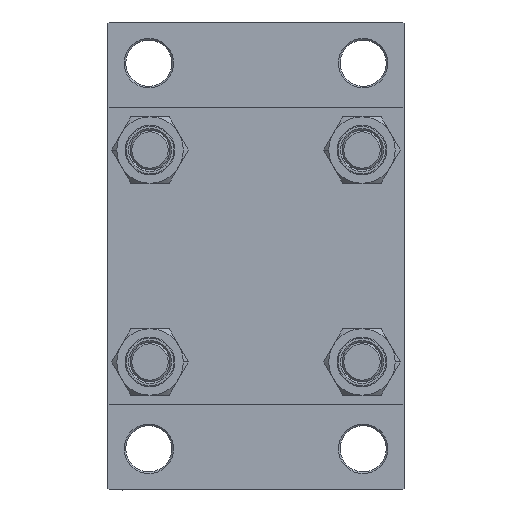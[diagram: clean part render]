
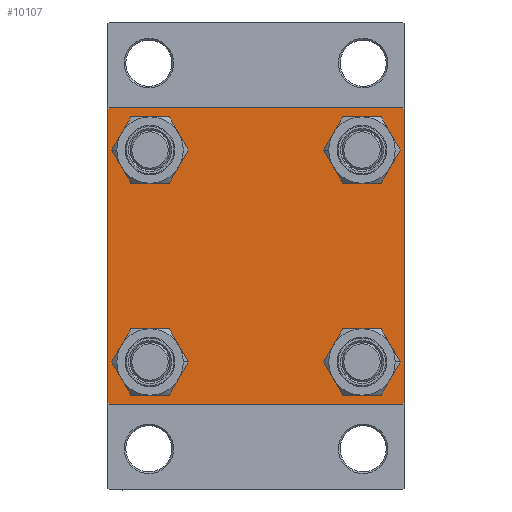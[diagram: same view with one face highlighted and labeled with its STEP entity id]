
A CAD part, left-side view. The second image highlights one B-rep face of the part: STEP entity #10107.
In plain terms, the highlighted planar face has unit normal (-1, 0, 0).
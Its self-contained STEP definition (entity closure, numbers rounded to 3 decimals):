
#553 = VECTOR ( 'NONE', #32996, 1000. ) ;
#925 = DIRECTION ( 'NONE',  ( 1., 0., 0. ) ) ;
#1114 = LINE ( 'NONE', #33980, #14031 ) ;
#1301 = AXIS2_PLACEMENT_3D ( 'NONE', #16897, #28637, #43235 ) ;
#2004 = CARTESIAN_POINT ( 'NONE',  ( 0., 32.15, 25.65 ) ) ;
#2016 = DIRECTION ( 'NONE',  ( 0., -1., 0. ) ) ;
#2191 = CARTESIAN_POINT ( 'NONE',  ( 0., 45., -44.5 ) ) ;
#2357 = ORIENTED_EDGE ( 'NONE', *, *, #24845, .T. ) ;
#2873 = EDGE_CURVE ( 'NONE', #4122, #42140, #1114, .T. ) ;
#2895 = CARTESIAN_POINT ( 'NONE',  ( 0., -44.75, -44.75 ) ) ;
#3046 = ORIENTED_EDGE ( 'NONE', *, *, #40078, .T. ) ;
#3048 = EDGE_CURVE ( 'NONE', #36509, #46827, #16343, .T. ) ;
#3149 = CARTESIAN_POINT ( 'NONE',  ( 0., 32.15, 32.15 ) ) ;
#3361 = DIRECTION ( 'NONE',  ( 0., -1., 0. ) ) ;
#3861 = CARTESIAN_POINT ( 'NONE',  ( 0., 44.5, -45. ) ) ;
#4070 = DIRECTION ( 'NONE',  ( 0., 0., 1. ) ) ;
#4122 = VERTEX_POINT ( 'NONE', #34415 ) ;
#4647 = PLANE ( 'NONE',  #36425 ) ;
#4986 = LINE ( 'NONE', #41179, #46816 ) ;
#5565 = ORIENTED_EDGE ( 'NONE', *, *, #42788, .F. ) ;
#5778 = EDGE_LOOP ( 'NONE', ( #6516, #33562 ) ) ;
#5815 = DIRECTION ( 'NONE',  ( 0., 0., 1. ) ) ;
#6025 = FACE_OUTER_BOUND ( 'NONE', #34228, .T. ) ;
#6190 = VERTEX_POINT ( 'NONE', #28770 ) ;
#6385 = CARTESIAN_POINT ( 'NONE',  ( 0., 45., 45. ) ) ;
#6516 = ORIENTED_EDGE ( 'NONE', *, *, #42563, .T. ) ;
#6863 = LINE ( 'NONE', #6385, #553 ) ;
#7144 = ORIENTED_EDGE ( 'NONE', *, *, #3048, .T. ) ;
#7412 = AXIS2_PLACEMENT_3D ( 'NONE', #33376, #7489, #44603 ) ;
#7486 = CARTESIAN_POINT ( 'NONE',  ( 0., 44.75, -44.75 ) ) ;
#7489 = DIRECTION ( 'NONE',  ( 1., 0., 0. ) ) ;
#8029 = EDGE_LOOP ( 'NONE', ( #7144, #31820 ) ) ;
#8451 = VERTEX_POINT ( 'NONE', #2191 ) ;
#9130 = CARTESIAN_POINT ( 'NONE',  ( 0., 32.15, 38.65 ) ) ;
#9159 = EDGE_CURVE ( 'NONE', #8451, #15675, #11322, .T. ) ;
#9734 = CARTESIAN_POINT ( 'NONE',  ( 0., -44.75, 44.75 ) ) ;
#9880 = DIRECTION ( 'NONE',  ( 1., 0., 0. ) ) ;
#10047 = DIRECTION ( 'NONE',  ( 0., 0., 1. ) ) ;
#10107 = ADVANCED_FACE ( 'NONE', ( #30308, #17041, #19042, #13448, #6025 ), #4647, .T. ) ;
#10243 = CARTESIAN_POINT ( 'NONE',  ( 0., 32.15, -32.15 ) ) ;
#11322 = LINE ( 'NONE', #7486, #37959 ) ;
#12258 = AXIS2_PLACEMENT_3D ( 'NONE', #39752, #46231, #10047 ) ;
#12290 = DIRECTION ( 'NONE',  ( 0., 0., 1. ) ) ;
#13031 = EDGE_CURVE ( 'NONE', #35062, #8451, #6863, .T. ) ;
#13448 = FACE_BOUND ( 'NONE', #5778, .T. ) ;
#13756 = VERTEX_POINT ( 'NONE', #46469 ) ;
#14031 = VECTOR ( 'NONE', #2016, 1000. ) ;
#14469 = LINE ( 'NONE', #9734, #28255 ) ;
#15029 = ORIENTED_EDGE ( 'NONE', *, *, #27979, .T. ) ;
#15675 = VERTEX_POINT ( 'NONE', #3861 ) ;
#15948 = CIRCLE ( 'NONE', #27468, 6.5 ) ;
#16242 = EDGE_CURVE ( 'NONE', #46827, #36509, #22003, .T. ) ;
#16343 = CIRCLE ( 'NONE', #32420, 6.5 ) ;
#16897 = CARTESIAN_POINT ( 'NONE',  ( 0., -32.15, -32.15 ) ) ;
#17041 = FACE_BOUND ( 'NONE', #8029, .T. ) ;
#17499 = VECTOR ( 'NONE', #3361, 1000. ) ;
#18100 = ORIENTED_EDGE ( 'NONE', *, *, #41090, .T. ) ;
#18900 = DIRECTION ( 'NONE',  ( 0., 0., -1. ) ) ;
#19042 = FACE_BOUND ( 'NONE', #40074, .T. ) ;
#19267 = CARTESIAN_POINT ( 'NONE',  ( 0., -44.5, -45. ) ) ;
#19647 = AXIS2_PLACEMENT_3D ( 'NONE', #10243, #42835, #25114 ) ;
#19992 = LINE ( 'NONE', #34381, #37179 ) ;
#20494 = CARTESIAN_POINT ( 'NONE',  ( 0., -32.15, -38.65 ) ) ;
#20771 = ORIENTED_EDGE ( 'NONE', *, *, #31447, .T. ) ;
#21125 = CARTESIAN_POINT ( 'NONE',  ( 0., 45., -45. ) ) ;
#21367 = LINE ( 'NONE', #21125, #17499 ) ;
#22003 = CIRCLE ( 'NONE', #1301, 6.5 ) ;
#22903 = EDGE_LOOP ( 'NONE', ( #15029, #18100 ) ) ;
#23117 = CARTESIAN_POINT ( 'NONE',  ( 0., 45., 44.5 ) ) ;
#24246 = VECTOR ( 'NONE', #32161, 1000. ) ;
#24544 = AXIS2_PLACEMENT_3D ( 'NONE', #31240, #9880, #5815 ) ;
#24845 = EDGE_CURVE ( 'NONE', #4122, #35062, #19992, .T. ) ;
#25114 = DIRECTION ( 'NONE',  ( 0., 0., 1. ) ) ;
#25206 = DIRECTION ( 'NONE',  ( 1., 0., 0. ) ) ;
#25476 = DIRECTION ( 'NONE',  ( 0., -0.707, -0.707 ) ) ;
#26177 = CARTESIAN_POINT ( 'NONE',  ( 0., -44.5, 45. ) ) ;
#27239 = ORIENTED_EDGE ( 'NONE', *, *, #28160, .T. ) ;
#27271 = ORIENTED_EDGE ( 'NONE', *, *, #2873, .F. ) ;
#27468 = AXIS2_PLACEMENT_3D ( 'NONE', #40252, #925, #4070 ) ;
#27979 = EDGE_CURVE ( 'NONE', #6190, #39043, #36488, .T. ) ;
#28160 = EDGE_CURVE ( 'NONE', #44160, #33578, #36207, .T. ) ;
#28255 = VECTOR ( 'NONE', #38973, 1000. ) ;
#28637 = DIRECTION ( 'NONE',  ( 1., 0., 0. ) ) ;
#28770 = CARTESIAN_POINT ( 'NONE',  ( 0., -32.15, 38.65 ) ) ;
#30308 = FACE_BOUND ( 'NONE', #22903, .T. ) ;
#31240 = CARTESIAN_POINT ( 'NONE',  ( 0., -32.15, 32.15 ) ) ;
#31447 = EDGE_CURVE ( 'NONE', #31462, #39676, #45636, .T. ) ;
#31462 = VERTEX_POINT ( 'NONE', #34550 ) ;
#31475 = CIRCLE ( 'NONE', #24544, 6.5 ) ;
#31484 = VERTEX_POINT ( 'NONE', #9130 ) ;
#31678 = DIRECTION ( 'NONE',  ( 0., 0., 1. ) ) ;
#31820 = ORIENTED_EDGE ( 'NONE', *, *, #16242, .T. ) ;
#32161 = DIRECTION ( 'NONE',  ( 0., -0.707, 0.707 ) ) ;
#32180 = DIRECTION ( 'NONE',  ( 0., 0., 1. ) ) ;
#32420 = AXIS2_PLACEMENT_3D ( 'NONE', #34820, #38876, #12290 ) ;
#32996 = DIRECTION ( 'NONE',  ( 0., 0., -1. ) ) ;
#33376 = CARTESIAN_POINT ( 'NONE',  ( 0., -32.15, 32.15 ) ) ;
#33562 = ORIENTED_EDGE ( 'NONE', *, *, #35599, .T. ) ;
#33578 = VERTEX_POINT ( 'NONE', #45952 ) ;
#33677 = CARTESIAN_POINT ( 'NONE',  ( 0., 0., 0. ) ) ;
#33980 = CARTESIAN_POINT ( 'NONE',  ( 0., 45., 45. ) ) ;
#34228 = EDGE_LOOP ( 'NONE', ( #37051, #44159, #45828, #27239, #5565, #45643, #27271, #2357 ) ) ;
#34381 = CARTESIAN_POINT ( 'NONE',  ( 0., 44.75, 44.75 ) ) ;
#34415 = CARTESIAN_POINT ( 'NONE',  ( 0., 44.5, 45. ) ) ;
#34550 = CARTESIAN_POINT ( 'NONE',  ( 0., 32.15, -38.65 ) ) ;
#34820 = CARTESIAN_POINT ( 'NONE',  ( 0., -32.15, -32.15 ) ) ;
#35062 = VERTEX_POINT ( 'NONE', #23117 ) ;
#35267 = DIRECTION ( 'NONE',  ( -1., 0., 0. ) ) ;
#35509 = EDGE_CURVE ( 'NONE', #15675, #44160, #21367, .T. ) ;
#35599 = EDGE_CURVE ( 'NONE', #45917, #31484, #15948, .T. ) ;
#36002 = EDGE_CURVE ( 'NONE', #13756, #42140, #14469, .T. ) ;
#36207 = LINE ( 'NONE', #2895, #24246 ) ;
#36425 = AXIS2_PLACEMENT_3D ( 'NONE', #33677, #35267, #31678 ) ;
#36488 = CIRCLE ( 'NONE', #7412, 6.5 ) ;
#36509 = VERTEX_POINT ( 'NONE', #39506 ) ;
#37051 = ORIENTED_EDGE ( 'NONE', *, *, #13031, .T. ) ;
#37179 = VECTOR ( 'NONE', #41073, 1000. ) ;
#37959 = VECTOR ( 'NONE', #25476, 1000. ) ;
#38876 = DIRECTION ( 'NONE',  ( 1., 0., 0. ) ) ;
#38973 = DIRECTION ( 'NONE',  ( 0., 0.707, 0.707 ) ) ;
#39043 = VERTEX_POINT ( 'NONE', #39478 ) ;
#39478 = CARTESIAN_POINT ( 'NONE',  ( 0., -32.15, 25.65 ) ) ;
#39506 = CARTESIAN_POINT ( 'NONE',  ( 0., -32.15, -25.65 ) ) ;
#39676 = VERTEX_POINT ( 'NONE', #42399 ) ;
#39752 = CARTESIAN_POINT ( 'NONE',  ( 0., 32.15, -32.15 ) ) ;
#40074 = EDGE_LOOP ( 'NONE', ( #3046, #20771 ) ) ;
#40078 = EDGE_CURVE ( 'NONE', #39676, #31462, #42114, .T. ) ;
#40252 = CARTESIAN_POINT ( 'NONE',  ( 0., 32.15, 32.15 ) ) ;
#40680 = AXIS2_PLACEMENT_3D ( 'NONE', #3149, #25206, #32180 ) ;
#41073 = DIRECTION ( 'NONE',  ( 0., 0.707, -0.707 ) ) ;
#41090 = EDGE_CURVE ( 'NONE', #39043, #6190, #31475, .T. ) ;
#41179 = CARTESIAN_POINT ( 'NONE',  ( 0., -45., 45. ) ) ;
#42111 = CIRCLE ( 'NONE', #40680, 6.5 ) ;
#42114 = CIRCLE ( 'NONE', #12258, 6.5 ) ;
#42140 = VERTEX_POINT ( 'NONE', #26177 ) ;
#42399 = CARTESIAN_POINT ( 'NONE',  ( 0., 32.15, -25.65 ) ) ;
#42563 = EDGE_CURVE ( 'NONE', #31484, #45917, #42111, .T. ) ;
#42788 = EDGE_CURVE ( 'NONE', #13756, #33578, #4986, .T. ) ;
#42835 = DIRECTION ( 'NONE',  ( 1., 0., 0. ) ) ;
#43235 = DIRECTION ( 'NONE',  ( 0., 0., 1. ) ) ;
#44159 = ORIENTED_EDGE ( 'NONE', *, *, #9159, .T. ) ;
#44160 = VERTEX_POINT ( 'NONE', #19267 ) ;
#44603 = DIRECTION ( 'NONE',  ( 0., 0., 1. ) ) ;
#45636 = CIRCLE ( 'NONE', #19647, 6.5 ) ;
#45643 = ORIENTED_EDGE ( 'NONE', *, *, #36002, .T. ) ;
#45828 = ORIENTED_EDGE ( 'NONE', *, *, #35509, .T. ) ;
#45917 = VERTEX_POINT ( 'NONE', #2004 ) ;
#45952 = CARTESIAN_POINT ( 'NONE',  ( 0., -45., -44.5 ) ) ;
#46231 = DIRECTION ( 'NONE',  ( 1., 0., 0. ) ) ;
#46469 = CARTESIAN_POINT ( 'NONE',  ( 0., -45., 44.5 ) ) ;
#46816 = VECTOR ( 'NONE', #18900, 1000. ) ;
#46827 = VERTEX_POINT ( 'NONE', #20494 ) ;
